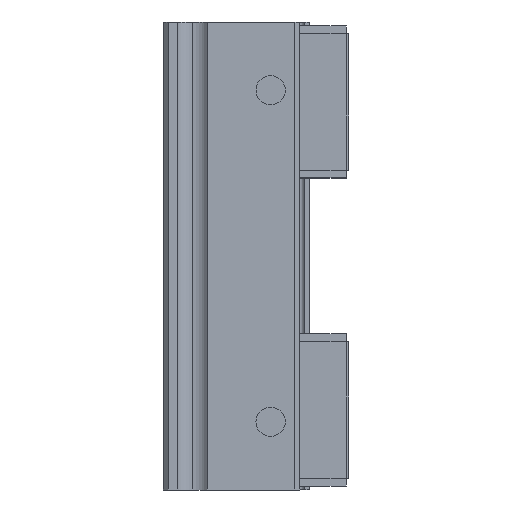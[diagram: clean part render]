
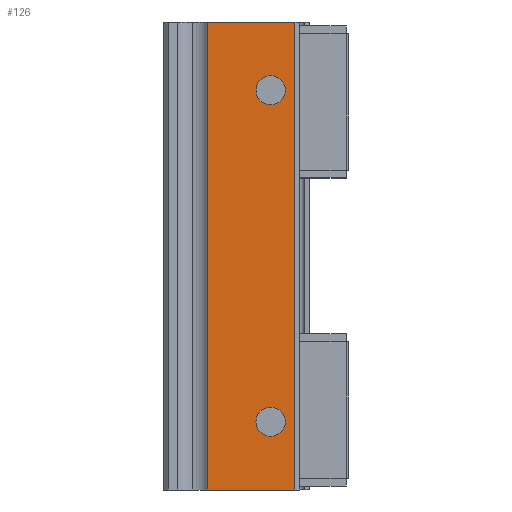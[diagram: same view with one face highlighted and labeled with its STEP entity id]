
A CAD part, left-side view. The second image highlights one B-rep face of the part: STEP entity #126.
In plain terms, the highlighted planar face has unit normal (-1, 0, 0).
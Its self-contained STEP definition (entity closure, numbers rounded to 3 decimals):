
#126 = ADVANCED_FACE ( 'NONE', ( #5228, #7221, #1908 ), #6395, .F. ) ;
#167 = DIRECTION ( 'NONE',  ( 0., 0., 1. ) ) ;
#275 = VERTEX_POINT ( 'NONE', #4776 ) ;
#305 = AXIS2_PLACEMENT_3D ( 'NONE', #2631, #1977, #8590 ) ;
#376 = VECTOR ( 'NONE', #167, 1000. ) ;
#383 = LINE ( 'NONE', #7918, #8403 ) ;
#554 = CARTESIAN_POINT ( 'NONE',  ( -16., 0.5, -24. ) ) ;
#561 = DIRECTION ( 'NONE',  ( 0., 1., 0. ) ) ;
#565 = EDGE_CURVE ( 'NONE', #7161, #925, #8478, .T. ) ;
#589 = ORIENTED_EDGE ( 'NONE', *, *, #7522, .T. ) ;
#799 = EDGE_CURVE ( 'NONE', #925, #6645, #6282, .T. ) ;
#814 = CARTESIAN_POINT ( 'NONE',  ( -16., 3., -17. ) ) ;
#903 = DIRECTION ( 'NONE',  ( 0., 1., 0. ) ) ;
#925 = VERTEX_POINT ( 'NONE', #5723 ) ;
#981 = EDGE_LOOP ( 'NONE', ( #5401, #6556 ) ) ;
#1254 = CARTESIAN_POINT ( 'NONE',  ( -16., 14., -24. ) ) ;
#1366 = CIRCLE ( 'NONE', #8173, 1.5 ) ;
#1499 = AXIS2_PLACEMENT_3D ( 'NONE', #814, #2990, #7644 ) ;
#1578 = CARTESIAN_POINT ( 'NONE',  ( -16., 1.5, -17. ) ) ;
#1693 = CARTESIAN_POINT ( 'NONE',  ( -16., 4.5, -17. ) ) ;
#1908 = FACE_OUTER_BOUND ( 'NONE', #8304, .T. ) ;
#1977 = DIRECTION ( 'NONE',  ( -1., 0., 0. ) ) ;
#2349 = DIRECTION ( 'NONE',  ( -1., 0., 0. ) ) ;
#2437 = EDGE_CURVE ( 'NONE', #7950, #5422, #1366, .T. ) ;
#2568 = EDGE_CURVE ( 'NONE', #5422, #7950, #5268, .T. ) ;
#2631 = CARTESIAN_POINT ( 'NONE',  ( -16., 3., 17. ) ) ;
#2837 = CIRCLE ( 'NONE', #6172, 1.5 ) ;
#2888 = VERTEX_POINT ( 'NONE', #5300 ) ;
#2946 = EDGE_LOOP ( 'NONE', ( #6052, #4092 ) ) ;
#2990 = DIRECTION ( 'NONE',  ( -1., 0., 0. ) ) ;
#3028 = ORIENTED_EDGE ( 'NONE', *, *, #6343, .T. ) ;
#3220 = DIRECTION ( 'NONE',  ( 0., 0., 1. ) ) ;
#3859 = DIRECTION ( 'NONE',  ( 0., 1., 0. ) ) ;
#3915 = DIRECTION ( 'NONE',  ( 1., 0., 0. ) ) ;
#4092 = ORIENTED_EDGE ( 'NONE', *, *, #2568, .F. ) ;
#4508 = CARTESIAN_POINT ( 'NONE',  ( -16., 0.5, -24. ) ) ;
#4776 = CARTESIAN_POINT ( 'NONE',  ( -16., 1.5, 17. ) ) ;
#4847 = CARTESIAN_POINT ( 'NONE',  ( -16., 9.5, -24. ) ) ;
#4917 = CIRCLE ( 'NONE', #305, 1.5 ) ;
#5122 = AXIS2_PLACEMENT_3D ( 'NONE', #1254, #3915, #5704 ) ;
#5228 = FACE_BOUND ( 'NONE', #981, .T. ) ;
#5268 = CIRCLE ( 'NONE', #1499, 1.5 ) ;
#5300 = CARTESIAN_POINT ( 'NONE',  ( -16., 0.5, 24. ) ) ;
#5303 = ORIENTED_EDGE ( 'NONE', *, *, #799, .F. ) ;
#5401 = ORIENTED_EDGE ( 'NONE', *, *, #6151, .F. ) ;
#5422 = VERTEX_POINT ( 'NONE', #1578 ) ;
#5704 = DIRECTION ( 'NONE',  ( 0., -1., 0. ) ) ;
#5723 = CARTESIAN_POINT ( 'NONE',  ( -16., 9.5, -24. ) ) ;
#5827 = CARTESIAN_POINT ( 'NONE',  ( -16., 9.5, 24. ) ) ;
#5880 = DIRECTION ( 'NONE',  ( 0., 1., 0. ) ) ;
#5984 = ORIENTED_EDGE ( 'NONE', *, *, #565, .F. ) ;
#6052 = ORIENTED_EDGE ( 'NONE', *, *, #2437, .F. ) ;
#6151 = EDGE_CURVE ( 'NONE', #6436, #275, #2837, .T. ) ;
#6172 = AXIS2_PLACEMENT_3D ( 'NONE', #6349, #2349, #903 ) ;
#6282 = LINE ( 'NONE', #4847, #376 ) ;
#6343 = EDGE_CURVE ( 'NONE', #7161, #2888, #6530, .T. ) ;
#6349 = CARTESIAN_POINT ( 'NONE',  ( -16., 3., 17. ) ) ;
#6395 = PLANE ( 'NONE',  #5122 ) ;
#6436 = VERTEX_POINT ( 'NONE', #7392 ) ;
#6491 = DIRECTION ( 'NONE',  ( -1., 0., 0. ) ) ;
#6530 = LINE ( 'NONE', #554, #7012 ) ;
#6556 = ORIENTED_EDGE ( 'NONE', *, *, #7218, .F. ) ;
#6645 = VERTEX_POINT ( 'NONE', #5827 ) ;
#6647 = VECTOR ( 'NONE', #3859, 1000. ) ;
#7012 = VECTOR ( 'NONE', #3220, 1000. ) ;
#7161 = VERTEX_POINT ( 'NONE', #4508 ) ;
#7165 = CARTESIAN_POINT ( 'NONE',  ( -16., 14., -24. ) ) ;
#7218 = EDGE_CURVE ( 'NONE', #275, #6436, #4917, .T. ) ;
#7221 = FACE_BOUND ( 'NONE', #2946, .T. ) ;
#7392 = CARTESIAN_POINT ( 'NONE',  ( -16., 4.5, 17. ) ) ;
#7522 = EDGE_CURVE ( 'NONE', #2888, #6645, #383, .T. ) ;
#7644 = DIRECTION ( 'NONE',  ( 0., 1., 0. ) ) ;
#7918 = CARTESIAN_POINT ( 'NONE',  ( -16., 14., 24. ) ) ;
#7923 = CARTESIAN_POINT ( 'NONE',  ( -16., 3., -17. ) ) ;
#7950 = VERTEX_POINT ( 'NONE', #1693 ) ;
#8173 = AXIS2_PLACEMENT_3D ( 'NONE', #7923, #6491, #561 ) ;
#8304 = EDGE_LOOP ( 'NONE', ( #5984, #3028, #589, #5303 ) ) ;
#8403 = VECTOR ( 'NONE', #5880, 1000. ) ;
#8478 = LINE ( 'NONE', #7165, #6647 ) ;
#8590 = DIRECTION ( 'NONE',  ( 0., 1., 0. ) ) ;
